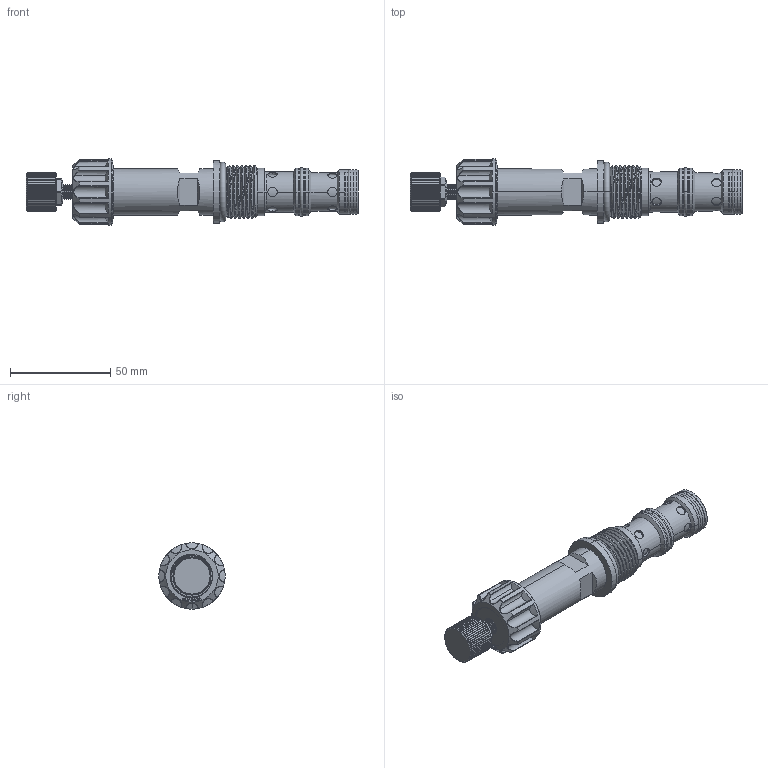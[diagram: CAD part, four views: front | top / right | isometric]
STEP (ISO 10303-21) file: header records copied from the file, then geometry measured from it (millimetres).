
FILE_DESCRIPTION (( 'STEP AP203' ), '1' );
FILE_NAME ('PFT12W3G-M.STEP', '2023-02-02T08:59:15', ( '' ), ( '' ), 'SwSTEP 2.0', 'SolidWorks 2018', '' );
FILE_SCHEMA (( 'CONFIG_CONTROL_DESIGN' ));
Length unit declared in the file: millimetre
Products named in the file (1): PFT12W3G-M
Bounding box: 165.95 x 33.1 x 33.1 mm (x, y, z)
Volume: 69115.7 mm3; surface area: 18397.6 mm2
Topology: 2 solids, 2 shells, 620 faces, 1600 edges, 1025 vertices
Faces by surface type: cylinder 247, plane 236, cone 48, bspline 37, torus 28, sphere 24
Entity records: 34298 total; most frequent: CARTESIAN_POINT 20060, ORIENTED_EDGE 3200, DIRECTION 2649, EDGE_CURVE 1600, VERTEX_POINT 1025, AXIS2_PLACEMENT_3D 1016, EDGE_LOOP 663, ADVANCED_FACE 620
